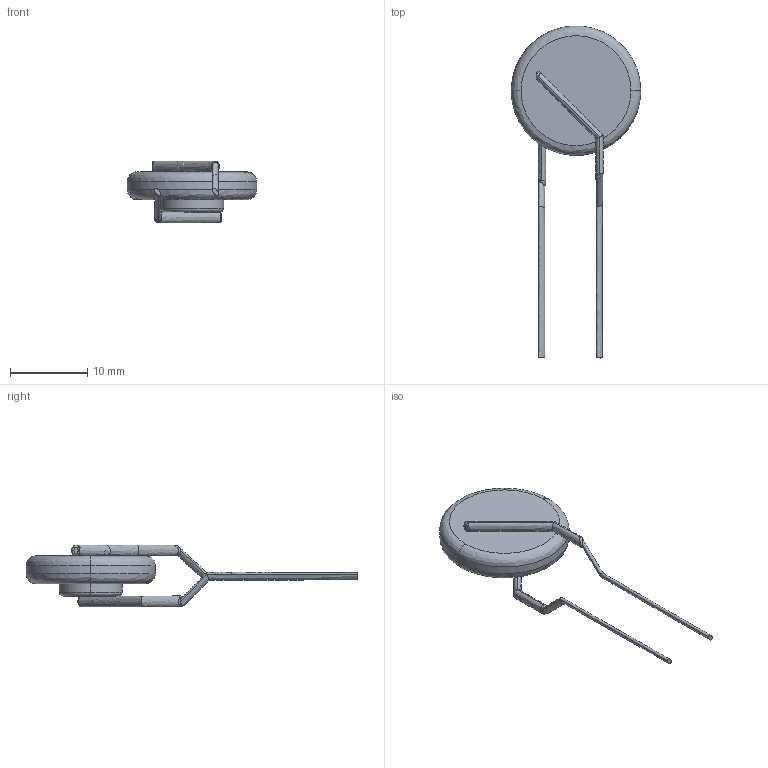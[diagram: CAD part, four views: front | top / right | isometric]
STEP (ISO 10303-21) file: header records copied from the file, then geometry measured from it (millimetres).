
FILE_DESCRIPTION (( 'STEP AP214' ), '1' );
FILE_NAME ('GMOV-14D.STEP', '2019-06-10T15:22:43', ( '' ), ( '' ), 'SwSTEP 2.0', 'SolidWorks 2018', '' );
FILE_SCHEMA (( 'AUTOMOTIVE_DESIGN' ));
Length unit declared in the file: millimetre
Products named in the file (8): Zinc Oxide Disc .644_D .649.IGS; 31817-01.igs.IGS; Pin -4.IGS; CASE .649.IGS; GMOV-14D.IGS; GMOV-14D; Pin -1.IGS; 34496-01.igs.IGS
Assembly tree (8 placements, depth 3):
  GMOV-14D
    GMOV-14D.IGS
      CASE .649.IGS
      Zinc Oxide Disc .644_D .649.IGS
      31817-01.igs.IGS
      34496-01.igs.IGS  x2
      Pin -1.IGS
      Pin -4.IGS
Bounding box: 16.74 x 42.92 x 8 mm (x, y, z)
Volume: 2087.5 mm3; surface area: 2123.4 mm2
Topology: 8 solids, 8 shells, 598 faces, 1450 edges, 958 vertices
Faces by surface type: bspline 598
Entity records: 16357 total; most frequent: CARTESIAN_POINT 10610, ORIENTED_EDGE 1698, EDGE_CURVE 849, B_SPLINE_CURVE_WITH_KNOTS 650, VERTEX_POINT 559, EDGE_LOOP 402, ADVANCED_FACE 352, FACE_OUTER_BOUND 352
